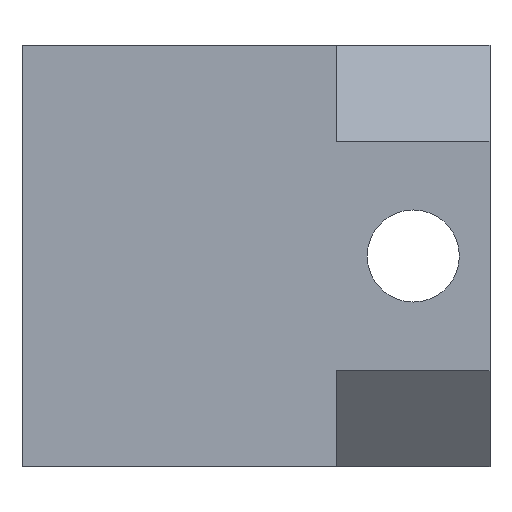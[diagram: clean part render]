
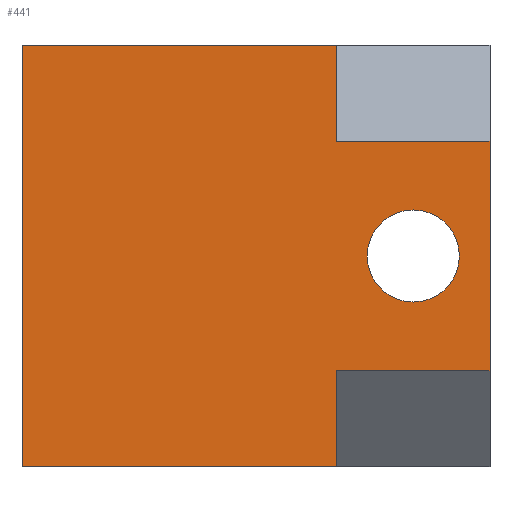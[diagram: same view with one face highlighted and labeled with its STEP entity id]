
A CAD part, left-side view. The second image highlights one B-rep face of the part: STEP entity #441.
In plain terms, the highlighted planar face has unit normal (-1, 0, 0).
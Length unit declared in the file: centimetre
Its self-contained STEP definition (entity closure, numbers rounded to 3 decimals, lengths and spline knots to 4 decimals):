
#11 = VERTEX_POINT ( 'NONE', #1075 ) ;
#48 = CARTESIAN_POINT ( 'NONE',  ( -5.9558, 0., -5.8303 ) ) ;
#88 = CARTESIAN_POINT ( 'NONE',  ( -5.9558, 8.2, -5.8303 ) ) ;
#100 = EDGE_LOOP ( 'NONE', ( #607, #907, #643, #768, #435, #1205, #1231, #1327 ) ) ;
#145 = VECTOR ( 'NONE', #372, 100. ) ;
#150 = DIRECTION ( 'NONE',  ( 0., 0., 1. ) ) ;
#157 = CARTESIAN_POINT ( 'NONE',  ( -5.9558, -4., 2.6661 ) ) ;
#158 = CARTESIAN_POINT ( 'NONE',  ( -5.9558, -4., 2.6661 ) ) ;
#174 = CARTESIAN_POINT ( 'NONE',  ( -5.9558, 8.2, -5.8303 ) ) ;
#184 = DIRECTION ( 'NONE',  ( 0., 0., 1. ) ) ;
#207 = DIRECTION ( 'NONE',  ( 0., 1., 0. ) ) ;
#232 = VERTEX_POINT ( 'NONE', #1050 ) ;
#242 = PLANE ( 'NONE',  #789 ) ;
#269 = VERTEX_POINT ( 'NONE', #727 ) ;
#288 = VERTEX_POINT ( 'NONE', #812 ) ;
#290 = EDGE_CURVE ( 'NONE', #269, #724, #1199, .T. ) ;
#338 = VERTEX_POINT ( 'NONE', #48 ) ;
#354 = LINE ( 'NONE', #1071, #514 ) ;
#372 = DIRECTION ( 'NONE',  ( 0., -1., 0. ) ) ;
#435 = ORIENTED_EDGE ( 'NONE', *, *, #675, .T. ) ;
#441 = ADVANCED_FACE ( 'NONE', ( #454, #1056 ), #242, .F. ) ;
#450 = EDGE_CURVE ( 'NONE', #288, #767, #774, .T. ) ;
#453 = LINE ( 'NONE', #157, #1243 ) ;
#454 = FACE_BOUND ( 'NONE', #623, .T. ) ;
#469 = DIRECTION ( 'NONE',  ( 0., 0., -1. ) ) ;
#494 = EDGE_CURVE ( 'NONE', #1176, #1314, #1298, .T. ) ;
#500 = ORIENTED_EDGE ( 'NONE', *, *, #1091, .T. ) ;
#514 = VECTOR ( 'NONE', #150, 100. ) ;
#557 = VECTOR ( 'NONE', #469, 100. ) ;
#568 = DIRECTION ( 'NONE',  ( 0., 0., -1. ) ) ;
#576 = AXIS2_PLACEMENT_3D ( 'NONE', #676, #891, #995 ) ;
#579 = DIRECTION ( 'NONE',  ( 0., 1., 0. ) ) ;
#584 = DIRECTION ( 'NONE',  ( 0., -1., 0. ) ) ;
#587 = EDGE_CURVE ( 'NONE', #288, #11, #453, .T. ) ;
#595 = LINE ( 'NONE', #1289, #1321 ) ;
#607 = ORIENTED_EDGE ( 'NONE', *, *, #1096, .T. ) ;
#615 = DIRECTION ( 'NONE',  ( 0., 0., -1. ) ) ;
#623 = EDGE_LOOP ( 'NONE', ( #500, #1062 ) ) ;
#635 = DIRECTION ( 'NONE',  ( 1., 0., 0. ) ) ;
#643 = ORIENTED_EDGE ( 'NONE', *, *, #450, .F. ) ;
#675 = EDGE_CURVE ( 'NONE', #11, #1314, #354, .T. ) ;
#676 = CARTESIAN_POINT ( 'NONE',  ( -5.9558, -2., -0.3303 ) ) ;
#693 = VECTOR ( 'NONE', #207, 100. ) ;
#724 = VERTEX_POINT ( 'NONE', #1095 ) ;
#727 = CARTESIAN_POINT ( 'NONE',  ( -5.9558, -2., 0.8697 ) ) ;
#767 = VERTEX_POINT ( 'NONE', #1328 ) ;
#768 = ORIENTED_EDGE ( 'NONE', *, *, #587, .T. ) ;
#774 = LINE ( 'NONE', #158, #557 ) ;
#775 = EDGE_CURVE ( 'NONE', #1230, #338, #816, .T. ) ;
#789 = AXIS2_PLACEMENT_3D ( 'NONE', #1059, #858, #568 ) ;
#807 = CARTESIAN_POINT ( 'NONE',  ( -5.9558, -4., -3.3267 ) ) ;
#812 = CARTESIAN_POINT ( 'NONE',  ( -5.9558, -4., 2.6661 ) ) ;
#816 = LINE ( 'NONE', #174, #984 ) ;
#835 = CARTESIAN_POINT ( 'NONE',  ( -5.9558, -2., -0.3303 ) ) ;
#858 = DIRECTION ( 'NONE',  ( 1., 0., 0. ) ) ;
#889 = CARTESIAN_POINT ( 'NONE',  ( -5.9558, 8.2, 5.1697 ) ) ;
#891 = DIRECTION ( 'NONE',  ( 1., 0., 0. ) ) ;
#907 = ORIENTED_EDGE ( 'NONE', *, *, #1257, .F. ) ;
#910 = CARTESIAN_POINT ( 'NONE',  ( -5.9558, 8.2, 5.1697 ) ) ;
#973 = CARTESIAN_POINT ( 'NONE',  ( -5.9558, 8.2, -5.8303 ) ) ;
#984 = VECTOR ( 'NONE', #584, 100. ) ;
#995 = DIRECTION ( 'NONE',  ( 0., 0., -1. ) ) ;
#1000 = LINE ( 'NONE', #807, #693 ) ;
#1045 = CARTESIAN_POINT ( 'NONE',  ( -5.9558, 0., 5.1697 ) ) ;
#1050 = CARTESIAN_POINT ( 'NONE',  ( -5.9558, 0., -3.3267 ) ) ;
#1056 = FACE_OUTER_BOUND ( 'NONE', #100, .T. ) ;
#1059 = CARTESIAN_POINT ( 'NONE',  ( -5.9558, 8.2, -5.8303 ) ) ;
#1062 = ORIENTED_EDGE ( 'NONE', *, *, #290, .T. ) ;
#1069 = EDGE_CURVE ( 'NONE', #1230, #1176, #1301, .T. ) ;
#1071 = CARTESIAN_POINT ( 'NONE',  ( -5.9558, 0., -5.8303 ) ) ;
#1075 = CARTESIAN_POINT ( 'NONE',  ( -5.9558, 0., 2.6661 ) ) ;
#1079 = VECTOR ( 'NONE', #184, 100. ) ;
#1091 = EDGE_CURVE ( 'NONE', #724, #269, #1214, .T. ) ;
#1095 = CARTESIAN_POINT ( 'NONE',  ( -5.9558, -2., -1.5303 ) ) ;
#1096 = EDGE_CURVE ( 'NONE', #338, #232, #595, .T. ) ;
#1176 = VERTEX_POINT ( 'NONE', #910 ) ;
#1180 = DIRECTION ( 'NONE',  ( 0., 0., 1. ) ) ;
#1199 = CIRCLE ( 'NONE', #1272, 1.2 ) ;
#1205 = ORIENTED_EDGE ( 'NONE', *, *, #494, .F. ) ;
#1214 = CIRCLE ( 'NONE', #576, 1.2 ) ;
#1230 = VERTEX_POINT ( 'NONE', #88 ) ;
#1231 = ORIENTED_EDGE ( 'NONE', *, *, #1069, .F. ) ;
#1243 = VECTOR ( 'NONE', #579, 100. ) ;
#1257 = EDGE_CURVE ( 'NONE', #767, #232, #1000, .T. ) ;
#1272 = AXIS2_PLACEMENT_3D ( 'NONE', #835, #635, #615 ) ;
#1289 = CARTESIAN_POINT ( 'NONE',  ( -5.9558, 0., -5.8303 ) ) ;
#1298 = LINE ( 'NONE', #889, #145 ) ;
#1301 = LINE ( 'NONE', #973, #1079 ) ;
#1314 = VERTEX_POINT ( 'NONE', #1045 ) ;
#1321 = VECTOR ( 'NONE', #1180, 100. ) ;
#1327 = ORIENTED_EDGE ( 'NONE', *, *, #775, .T. ) ;
#1328 = CARTESIAN_POINT ( 'NONE',  ( -5.9558, -4., -3.3267 ) ) ;
